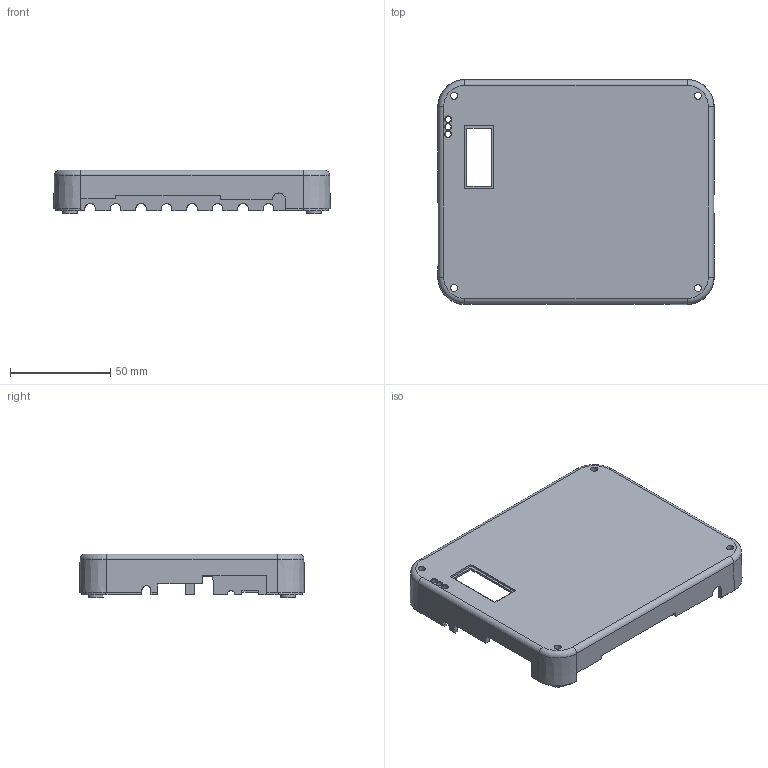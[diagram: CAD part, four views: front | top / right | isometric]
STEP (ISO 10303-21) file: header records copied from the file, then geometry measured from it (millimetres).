
FILE_DESCRIPTION(/* description */ (''),/* implementation_level */ '2;1');
FILE_NAME(/* name */ 'top (1).step',/* time_stamp */ '2021-03-16T11:30:29+00:00',/* author */ (''),/* organization */ (''),/* preprocessor_version */ 'ST-DEVELOPER v18.1',/* originating_system */ 'Autodesk Translation Framework v9.7.1.1290',/* authorisation */ '');
FILE_SCHEMA (('AUTOMOTIVE_DESIGN { 1 0 10303 214 3 1 1 }'));
Length unit declared in the file: millimetre
Products named in the file (4): top (1); stm32 v0 (1) (1); proto3 (2) (1); top_case (1) (1)
Assembly tree (3 placements, depth 4):
  top (1)
    stm32 v0 (1) (1)
      proto3 (2) (1)
        top_case (1) (1)
Bounding box: 137.86 x 112.21 x 21.9 mm (x, y, z)
Volume: 48945.6 mm3; surface area: 46487 mm2
Topology: 1 solids, 1 shells, 201 faces, 575 edges, 380 vertices
Faces by surface type: plane 136, cylinder 28, cone 24, bspline 9, torus 4
Full cylindrical faces by diameter (mm): 3 x3, 3.4 x3, 3.5 x4
Entity records: 8912 total; most frequent: CARTESIAN_POINT 3491, ORIENTED_EDGE 1150, DIRECTION 1073, EDGE_CURVE 575, LINE 401, VECTOR 401, VERTEX_POINT 380, AXIS2_PLACEMENT_3D 336
